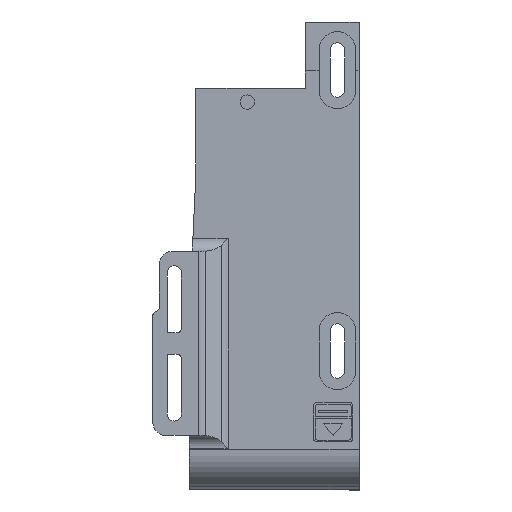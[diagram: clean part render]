
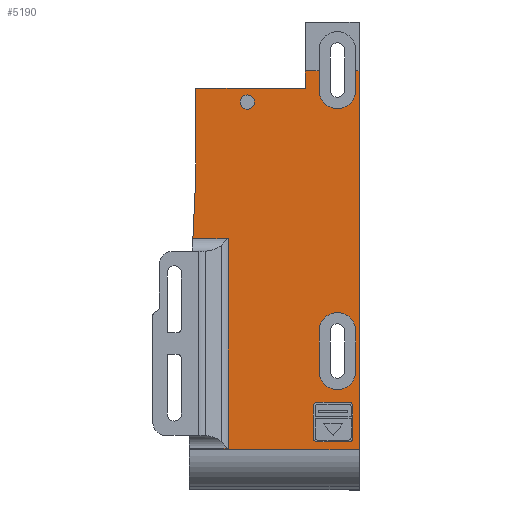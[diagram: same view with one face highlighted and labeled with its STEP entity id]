
A CAD part, left-side view. The second image highlights one B-rep face of the part: STEP entity #5190.
In plain terms, the highlighted planar face has unit normal (-1, 0, 0).
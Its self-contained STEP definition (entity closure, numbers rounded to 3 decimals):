
#52=FACE_BOUND('',#617,.T.);
#53=FACE_BOUND('',#618,.T.);
#54=FACE_BOUND('',#619,.T.);
#125=PLANE('',#5525);
#332=FACE_OUTER_BOUND('',#616,.T.);
#616=EDGE_LOOP('',(#3792,#3793,#3794,#3795,#3796,#3797,#3798,#3799,#3800,
#3801,#3802,#3803,#3804,#3805,#3806));
#617=EDGE_LOOP('',(#3807,#3808,#3809,#3810,#3811,#3812,#3813,#3814));
#618=EDGE_LOOP('',(#3815,#3816,#3817,#3818));
#619=EDGE_LOOP('',(#3819));
#975=LINE('',#7684,#1561);
#980=LINE('',#7698,#1566);
#984=LINE('',#7710,#1570);
#988=LINE('',#7722,#1574);
#999=LINE('',#7758,#1585);
#1000=LINE('',#7760,#1586);
#1001=LINE('',#7762,#1587);
#1002=LINE('',#7764,#1588);
#1003=LINE('',#7766,#1589);
#1004=LINE('',#7768,#1590);
#1005=LINE('',#7770,#1591);
#1006=LINE('',#7772,#1592);
#1007=LINE('',#7776,#1593);
#1008=LINE('',#7778,#1594);
#1009=LINE('',#7780,#1595);
#1010=LINE('',#7782,#1596);
#1011=LINE('',#7784,#1597);
#1012=LINE('',#7785,#1598);
#1013=LINE('',#7788,#1599);
#1014=LINE('',#7792,#1600);
#1561=VECTOR('',#6155,10.);
#1566=VECTOR('',#6168,10.);
#1570=VECTOR('',#6180,10.);
#1574=VECTOR('',#6192,10.);
#1585=VECTOR('',#6231,10.);
#1586=VECTOR('',#6232,10.);
#1587=VECTOR('',#6233,10.);
#1588=VECTOR('',#6234,10.);
#1589=VECTOR('',#6235,10.);
#1590=VECTOR('',#6236,10.);
#1591=VECTOR('',#6237,10.);
#1592=VECTOR('',#6238,10.);
#1593=VECTOR('',#6241,10.);
#1594=VECTOR('',#6242,10.);
#1595=VECTOR('',#6243,10.);
#1596=VECTOR('',#6244,10.);
#1597=VECTOR('',#6245,10.);
#1598=VECTOR('',#6246,10.);
#1599=VECTOR('',#6247,10.);
#1600=VECTOR('',#6250,10.);
#2066=CIRCLE('',#5501,0.8);
#2068=CIRCLE('',#5505,0.8);
#2070=CIRCLE('',#5509,0.8);
#2072=CIRCLE('',#5513,0.8);
#2078=CIRCLE('',#5526,4.25);
#2079=CIRCLE('',#5527,4.25);
#2080=CIRCLE('',#5528,4.25);
#2081=CIRCLE('',#5529,1.65);
#2297=VERTEX_POINT('',#7682);
#2298=VERTEX_POINT('',#7683);
#2301=VERTEX_POINT('',#7691);
#2303=VERTEX_POINT('',#7697);
#2305=VERTEX_POINT('',#7703);
#2307=VERTEX_POINT('',#7709);
#2309=VERTEX_POINT('',#7715);
#2311=VERTEX_POINT('',#7721);
#2321=VERTEX_POINT('',#7756);
#2322=VERTEX_POINT('',#7757);
#2323=VERTEX_POINT('',#7759);
#2324=VERTEX_POINT('',#7761);
#2325=VERTEX_POINT('',#7763);
#2326=VERTEX_POINT('',#7765);
#2327=VERTEX_POINT('',#7767);
#2328=VERTEX_POINT('',#7769);
#2329=VERTEX_POINT('',#7771);
#2330=VERTEX_POINT('',#7773);
#2331=VERTEX_POINT('',#7775);
#2332=VERTEX_POINT('',#7777);
#2333=VERTEX_POINT('',#7779);
#2334=VERTEX_POINT('',#7781);
#2335=VERTEX_POINT('',#7783);
#2336=VERTEX_POINT('',#7786);
#2337=VERTEX_POINT('',#7787);
#2338=VERTEX_POINT('',#7789);
#2339=VERTEX_POINT('',#7791);
#2340=VERTEX_POINT('',#7794);
#2855=EDGE_CURVE('',#2297,#2298,#975,.T.);
#2859=EDGE_CURVE('',#2301,#2297,#2066,.T.);
#2862=EDGE_CURVE('',#2303,#2301,#980,.T.);
#2865=EDGE_CURVE('',#2305,#2303,#2068,.T.);
#2868=EDGE_CURVE('',#2307,#2305,#984,.T.);
#2871=EDGE_CURVE('',#2309,#2307,#2070,.T.);
#2874=EDGE_CURVE('',#2311,#2309,#988,.T.);
#2877=EDGE_CURVE('',#2298,#2311,#2072,.T.);
#2891=EDGE_CURVE('',#2321,#2322,#999,.T.);
#2892=EDGE_CURVE('',#2323,#2321,#1000,.T.);
#2893=EDGE_CURVE('',#2324,#2323,#1001,.T.);
#2894=EDGE_CURVE('',#2324,#2325,#1002,.T.);
#2895=EDGE_CURVE('',#2325,#2326,#1003,.T.);
#2896=EDGE_CURVE('',#2326,#2327,#1004,.T.);
#2897=EDGE_CURVE('',#2327,#2328,#1005,.T.);
#2898=EDGE_CURVE('',#2328,#2329,#1006,.T.);
#2899=EDGE_CURVE('',#2329,#2330,#2078,.T.);
#2900=EDGE_CURVE('',#2330,#2331,#1007,.T.);
#2901=EDGE_CURVE('',#2331,#2332,#1008,.T.);
#2902=EDGE_CURVE('',#2333,#2332,#1009,.T.);
#2903=EDGE_CURVE('',#2334,#2333,#1010,.T.);
#2904=EDGE_CURVE('',#2334,#2335,#1011,.T.);
#2905=EDGE_CURVE('',#2335,#2322,#1012,.T.);
#2906=EDGE_CURVE('',#2336,#2337,#1013,.T.);
#2907=EDGE_CURVE('',#2337,#2338,#2079,.T.);
#2908=EDGE_CURVE('',#2338,#2339,#1014,.T.);
#2909=EDGE_CURVE('',#2339,#2336,#2080,.T.);
#2910=EDGE_CURVE('',#2340,#2340,#2081,.T.);
#3792=ORIENTED_EDGE('',*,*,#2891,.F.);
#3793=ORIENTED_EDGE('',*,*,#2892,.F.);
#3794=ORIENTED_EDGE('',*,*,#2893,.F.);
#3795=ORIENTED_EDGE('',*,*,#2894,.T.);
#3796=ORIENTED_EDGE('',*,*,#2895,.T.);
#3797=ORIENTED_EDGE('',*,*,#2896,.T.);
#3798=ORIENTED_EDGE('',*,*,#2897,.T.);
#3799=ORIENTED_EDGE('',*,*,#2898,.T.);
#3800=ORIENTED_EDGE('',*,*,#2899,.T.);
#3801=ORIENTED_EDGE('',*,*,#2900,.T.);
#3802=ORIENTED_EDGE('',*,*,#2901,.T.);
#3803=ORIENTED_EDGE('',*,*,#2902,.F.);
#3804=ORIENTED_EDGE('',*,*,#2903,.F.);
#3805=ORIENTED_EDGE('',*,*,#2904,.T.);
#3806=ORIENTED_EDGE('',*,*,#2905,.T.);
#3807=ORIENTED_EDGE('',*,*,#2855,.T.);
#3808=ORIENTED_EDGE('',*,*,#2877,.T.);
#3809=ORIENTED_EDGE('',*,*,#2874,.T.);
#3810=ORIENTED_EDGE('',*,*,#2871,.T.);
#3811=ORIENTED_EDGE('',*,*,#2868,.T.);
#3812=ORIENTED_EDGE('',*,*,#2865,.T.);
#3813=ORIENTED_EDGE('',*,*,#2862,.T.);
#3814=ORIENTED_EDGE('',*,*,#2859,.T.);
#3815=ORIENTED_EDGE('',*,*,#2906,.T.);
#3816=ORIENTED_EDGE('',*,*,#2907,.T.);
#3817=ORIENTED_EDGE('',*,*,#2908,.T.);
#3818=ORIENTED_EDGE('',*,*,#2909,.T.);
#3819=ORIENTED_EDGE('',*,*,#2910,.T.);
#5190=ADVANCED_FACE('',(#332,#52,#53,#54),#125,.T.);
#5501=AXIS2_PLACEMENT_3D('',#7692,#6161,#6162);
#5505=AXIS2_PLACEMENT_3D('',#7704,#6173,#6174);
#5509=AXIS2_PLACEMENT_3D('',#7716,#6185,#6186);
#5513=AXIS2_PLACEMENT_3D('',#7727,#6197,#6198);
#5525=AXIS2_PLACEMENT_3D('',#7755,#6229,#6230);
#5526=AXIS2_PLACEMENT_3D('',#7774,#6239,#6240);
#5527=AXIS2_PLACEMENT_3D('',#7790,#6248,#6249);
#5528=AXIS2_PLACEMENT_3D('',#7793,#6251,#6252);
#5529=AXIS2_PLACEMENT_3D('',#7795,#6253,#6254);
#6155=DIRECTION('',(0.,0.,1.));
#6161=DIRECTION('center_axis',(1.,0.,0.));
#6162=DIRECTION('ref_axis',(0.,1.,0.));
#6168=DIRECTION('',(0.,1.,0.));
#6173=DIRECTION('center_axis',(1.,0.,0.));
#6174=DIRECTION('ref_axis',(0.,0.,-1.));
#6180=DIRECTION('',(0.,0.,-1.));
#6185=DIRECTION('center_axis',(1.,0.,0.));
#6186=DIRECTION('ref_axis',(0.,-1.,0.));
#6192=DIRECTION('',(0.,-1.,0.));
#6197=DIRECTION('center_axis',(1.,0.,0.));
#6198=DIRECTION('ref_axis',(0.,0.,1.));
#6229=DIRECTION('center_axis',(-1.,0.,0.));
#6230=DIRECTION('ref_axis',(0.,1.,0.));
#6231=DIRECTION('',(0.,1.,0.));
#6232=DIRECTION('',(0.,0.,1.));
#6233=DIRECTION('',(0.,-1.,0.));
#6234=DIRECTION('',(0.,0.,-1.));
#6235=DIRECTION('',(0.,-1.,0.));
#6236=DIRECTION('',(0.,0.,1.));
#6237=DIRECTION('',(0.,1.,0.));
#6238=DIRECTION('',(0.,0.,-1.));
#6239=DIRECTION('center_axis',(1.,0.,0.));
#6240=DIRECTION('ref_axis',(0.,1.,0.));
#6241=DIRECTION('',(0.,0.,1.));
#6242=DIRECTION('',(0.,1.,0.));
#6243=DIRECTION('',(0.,0.,1.));
#6244=DIRECTION('',(0.,-1.,0.));
#6245=DIRECTION('',(0.,0.,-1.));
#6246=DIRECTION('',(0.,0.046,-0.999));
#6247=DIRECTION('',(0.,0.,1.));
#6248=DIRECTION('center_axis',(1.,0.,0.));
#6249=DIRECTION('ref_axis',(0.,1.,0.));
#6250=DIRECTION('',(0.,0.,-1.));
#6251=DIRECTION('center_axis',(1.,0.,0.));
#6252=DIRECTION('ref_axis',(0.,1.,0.));
#6253=DIRECTION('center_axis',(1.,0.,0.));
#6254=DIRECTION('ref_axis',(0.,-1.,0.));
#7682=CARTESIAN_POINT('',(-32.5,-48.431,-29.43));
#7683=CARTESIAN_POINT('',(-32.5,-48.431,-21.88));
#7684=CARTESIAN_POINT('',(-32.5,-48.431,11.313));
#7691=CARTESIAN_POINT('',(-32.5,-49.231,-30.23));
#7692=CARTESIAN_POINT('Origin',(-32.5,-49.231,-29.43));
#7697=CARTESIAN_POINT('',(-32.5,-56.781,-30.23));
#7698=CARTESIAN_POINT('',(-32.5,-50.919,-30.23));
#7703=CARTESIAN_POINT('',(-32.5,-57.581,-29.43));
#7704=CARTESIAN_POINT('Origin',(-32.5,-56.781,-29.43));
#7709=CARTESIAN_POINT('',(-32.5,-57.581,-21.88));
#7710=CARTESIAN_POINT('',(-32.5,-57.581,15.088));
#7715=CARTESIAN_POINT('',(-32.5,-56.781,-21.08));
#7716=CARTESIAN_POINT('Origin',(-32.5,-56.781,-21.88));
#7721=CARTESIAN_POINT('',(-32.5,-49.231,-21.08));
#7722=CARTESIAN_POINT('',(-32.5,-47.144,-21.08));
#7727=CARTESIAN_POINT('Origin',(-32.5,-49.231,-21.88));
#7755=CARTESIAN_POINT('Origin',(-32.5,-45.057,52.056));
#7756=CARTESIAN_POINT('',(-32.5,-28.556,17.056));
#7757=CARTESIAN_POINT('',(-32.5,-20.363,17.056));
#7758=CARTESIAN_POINT('',(-32.5,-33.806,17.056));
#7759=CARTESIAN_POINT('',(-32.5,-28.556,-31.769));
#7760=CARTESIAN_POINT('',(-32.5,-28.556,33.056));
#7761=CARTESIAN_POINT('',(-32.5,-19.556,-31.769));
#7762=CARTESIAN_POINT('',(-32.5,-28.056,-31.769));
#7763=CARTESIAN_POINT('',(-32.5,-19.556,-32.069));
#7764=CARTESIAN_POINT('',(-32.5,-19.556,-0.444));
#7765=CARTESIAN_POINT('',(-32.5,-59.056,-32.069));
#7766=CARTESIAN_POINT('',(-32.5,-19.556,-32.069));
#7767=CARTESIAN_POINT('',(-32.5,-59.056,56.056));
#7768=CARTESIAN_POINT('',(-32.5,-59.056,-32.069));
#7769=CARTESIAN_POINT('',(-32.5,-58.256,56.056));
#7770=CARTESIAN_POINT('',(-32.5,-59.056,56.056));
#7771=CARTESIAN_POINT('',(-32.5,-58.256,51.556));
#7772=CARTESIAN_POINT('',(-32.5,-58.256,56.506));
#7773=CARTESIAN_POINT('',(-32.5,-49.756,51.556));
#7774=CARTESIAN_POINT('Origin',(-32.5,-54.006,51.556));
#7775=CARTESIAN_POINT('',(-32.5,-49.756,56.056));
#7776=CARTESIAN_POINT('',(-32.5,-49.756,51.806));
#7777=CARTESIAN_POINT('',(-32.5,-46.556,56.056));
#7778=CARTESIAN_POINT('',(-32.5,-59.056,56.056));
#7779=CARTESIAN_POINT('',(-32.5,-46.556,52.056));
#7780=CARTESIAN_POINT('',(-32.5,-46.556,-12.584));
#7781=CARTESIAN_POINT('',(-32.5,-21.056,52.056));
#7782=CARTESIAN_POINT('',(-32.5,-45.057,52.056));
#7783=CARTESIAN_POINT('',(-32.5,-21.056,32.056));
#7784=CARTESIAN_POINT('',(-32.5,-21.056,52.056));
#7785=CARTESIAN_POINT('',(-32.5,-21.056,32.056));
#7786=CARTESIAN_POINT('',(-32.5,-49.756,-13.83));
#7787=CARTESIAN_POINT('',(-32.5,-49.756,-4.43));
#7788=CARTESIAN_POINT('',(-32.5,-49.756,19.113));
#7789=CARTESIAN_POINT('',(-32.5,-58.256,-4.43));
#7790=CARTESIAN_POINT('Origin',(-32.5,-54.006,-4.43));
#7791=CARTESIAN_POINT('',(-32.5,-58.256,-13.83));
#7792=CARTESIAN_POINT('',(-32.5,-58.256,23.813));
#7793=CARTESIAN_POINT('Origin',(-32.5,-54.006,-13.83));
#7794=CARTESIAN_POINT('',(-32.5,-31.406,48.822));
#7795=CARTESIAN_POINT('Origin',(-32.5,-33.056,48.822));
